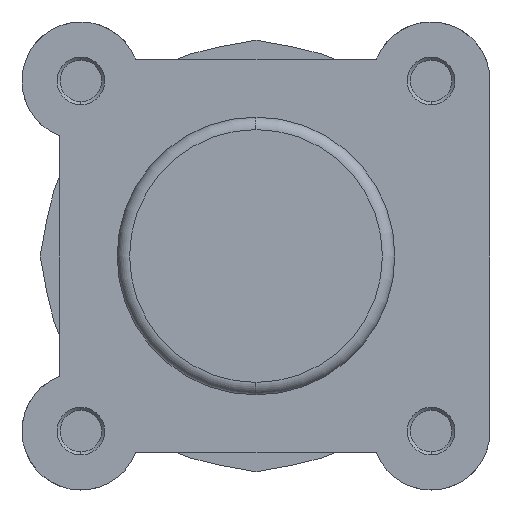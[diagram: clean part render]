
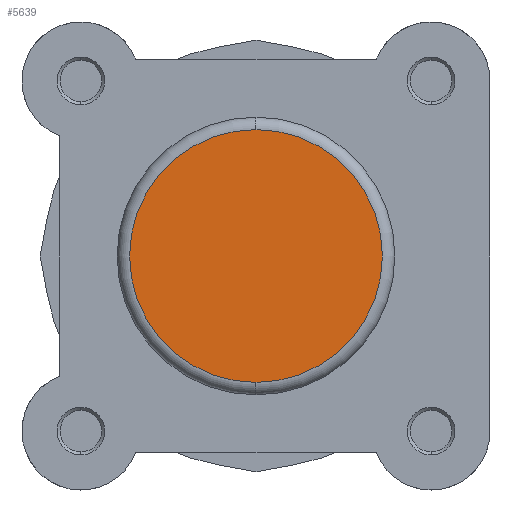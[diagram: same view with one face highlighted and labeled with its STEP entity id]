
A CAD part, left-side view. The second image highlights one B-rep face of the part: STEP entity #5639.
In plain terms, the highlighted planar face has unit normal (-1, 0, 0).
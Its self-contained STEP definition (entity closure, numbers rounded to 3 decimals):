
#1158 = CARTESIAN_POINT ( 'NONE',  ( 0., 0., 0. ) ) ;
#1159 = PLANE ( 'NONE',  #5384 ) ;
#1161 = DIRECTION ( 'NONE',  ( 1., 0., 0. ) ) ;
#1162 = DIRECTION ( 'NONE',  ( 0., 0., -1. ) ) ;
#1353 = CIRCLE ( 'NONE', #5426, 20.4 ) ;
#1510 = CARTESIAN_POINT ( 'NONE',  ( 0., 0., 0. ) ) ;
#1519 = DIRECTION ( 'NONE',  ( -1., 0., 0. ) ) ;
#1520 = DIRECTION ( 'NONE',  ( 0., 0., -1. ) ) ;
#1854 = ORIENTED_EDGE ( 'NONE', *, *, #5694, .T. ) ;
#1925 = ORIENTED_EDGE ( 'NONE', *, *, #4663, .T. ) ;
#2020 = CIRCLE ( 'NONE', #5020, 20.4 ) ;
#2863 = FACE_OUTER_BOUND ( 'NONE', #4235, .T. ) ;
#3336 = VERTEX_POINT ( 'NONE', #3650 ) ;
#3407 = VERTEX_POINT ( 'NONE', #3721 ) ;
#3650 = CARTESIAN_POINT ( 'NONE',  ( 0., 0., -20.4 ) ) ;
#3721 = CARTESIAN_POINT ( 'NONE',  ( 0., 0., 20.4 ) ) ;
#3742 = DIRECTION ( 'NONE',  ( -1., 0., 0. ) ) ;
#3743 = CARTESIAN_POINT ( 'NONE',  ( 0., 0., 0. ) ) ;
#3745 = DIRECTION ( 'NONE',  ( 0., 0., -1. ) ) ;
#4235 = EDGE_LOOP ( 'NONE', ( #1925, #1854 ) ) ;
#4663 = EDGE_CURVE ( 'NONE', #3336, #3407, #2020, .T. ) ;
#5020 = AXIS2_PLACEMENT_3D ( 'NONE', #3743, #3742, #3745 ) ;
#5384 = AXIS2_PLACEMENT_3D ( 'NONE', #1158, #1161, #1162 ) ;
#5426 = AXIS2_PLACEMENT_3D ( 'NONE', #1510, #1519, #1520 ) ;
#5639 = ADVANCED_FACE ( 'NONE', ( #2863 ), #1159, .F. ) ;
#5694 = EDGE_CURVE ( 'NONE', #3407, #3336, #1353, .T. ) ;
